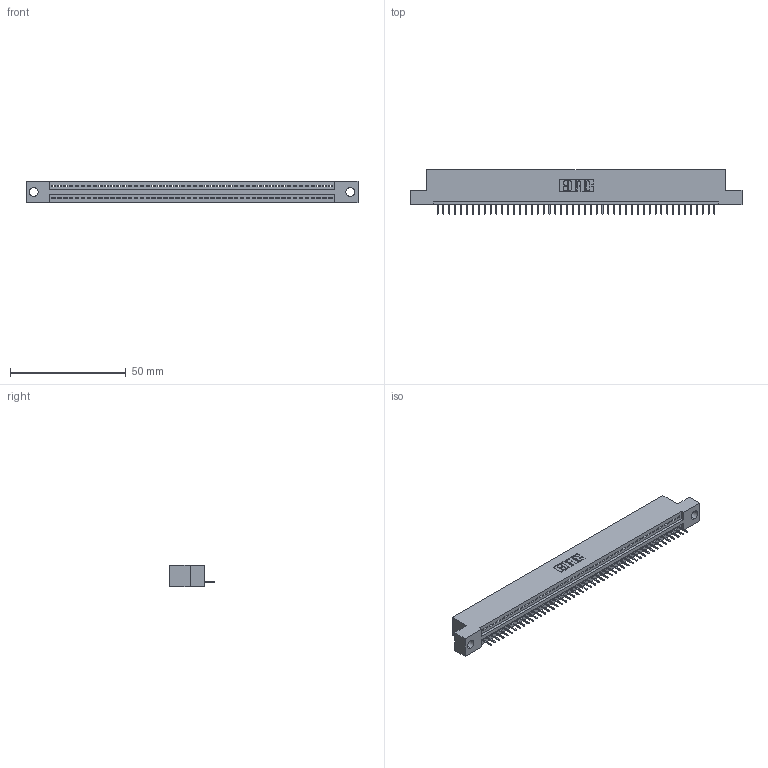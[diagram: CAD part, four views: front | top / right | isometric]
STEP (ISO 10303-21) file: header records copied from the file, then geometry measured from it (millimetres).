
FILE_DESCRIPTION (( 'STEP AP203' ), '1' );
FILE_NAME ('395-048-524-104.STEP', '2019-10-23T01:22:17', ( '' ), ( '' ), 'SwSTEP 2.0', 'SolidWorks 2016', '' );
FILE_SCHEMA (( 'CONFIG_CONTROL_DESIGN' ));
Length unit declared in the file: inch
Products named in the file (3): 345 Part_Flush Mounting Lugs - 0.156 Dia-TH; 345-292-001_345-293-124; 395-048-524-104
Assembly tree (49 placements, depth 2):
  395-048-524-104
    345 Part_Flush Mounting Lugs - 0.156 Dia-TH
    345-292-001_345-293-124  x48
Bounding box: 143.13 x 19.35 x 9.4 mm (x, y, z)
Volume: 13366.2 mm3; surface area: 17046.5 mm2
Topology: 49 solids, 49 shells, 3102 faces, 8981 edges, 5794 vertices
Faces by surface type: plane 2288, cylinder 814
Entity records: 35395 total; most frequent: CARTESIAN_POINT 6136, ORIENTED_EDGE 6118, DIRECTION 5351, EDGE_CURVE 3059, VECTOR 2739, LINE 2739, VERTEX_POINT 2034, AXIS2_PLACEMENT_3D 1306
